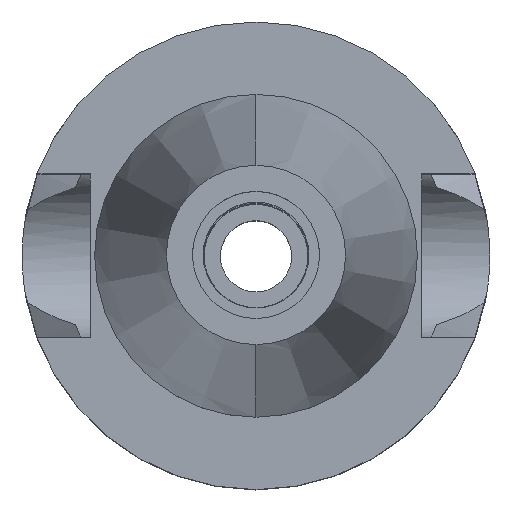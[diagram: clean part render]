
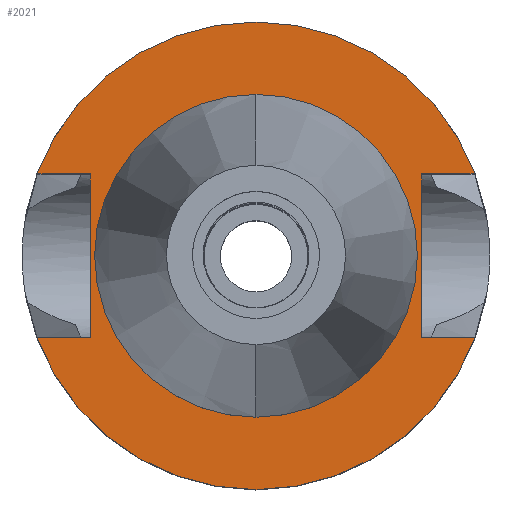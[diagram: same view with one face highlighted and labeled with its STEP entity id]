
A CAD part, top view. The second image highlights one B-rep face of the part: STEP entity #2021.
In plain terms, the highlighted planar face has unit normal (0, 0, 1).
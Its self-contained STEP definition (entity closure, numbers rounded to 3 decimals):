
#837=DIRECTION('',(1.,0.,0.));
#838=VECTOR('',#837,5.245);
#839=CARTESIAN_POINT('',(16.3,8.05,-1.));
#840=LINE('',#839,#838);
#874=DIRECTION('',(0.,1.,0.));
#875=VECTOR('',#874,16.1);
#876=CARTESIAN_POINT('',(-16.3,-8.05,-1.));
#877=LINE('',#876,#875);
#881=DIRECTION('',(-1.,0.,0.));
#882=VECTOR('',#881,5.245);
#883=CARTESIAN_POINT('',(-16.3,8.05,-1.));
#884=LINE('',#883,#882);
#888=CARTESIAN_POINT('',(0.,0.,-1.));
#889=DIRECTION('',(0.,0.,-1.));
#890=DIRECTION('',(-0.937,0.35,0.));
#891=AXIS2_PLACEMENT_3D('',#888,#889,#890);
#896=CARTESIAN_POINT('',(0.,0.,-1.));
#897=DIRECTION('',(0.,0.,-1.));
#898=DIRECTION('',(0.,1.,0.));
#899=AXIS2_PLACEMENT_3D('',#896,#897,#898);
#904=DIRECTION('',(0.,-1.,0.));
#905=VECTOR('',#904,16.1);
#906=CARTESIAN_POINT('',(16.3,8.05,-1.));
#907=LINE('',#906,#905);
#911=DIRECTION('',(1.,0.,0.));
#912=VECTOR('',#911,5.245);
#913=CARTESIAN_POINT('',(16.3,-8.05,-1.));
#914=LINE('',#913,#912);
#918=CARTESIAN_POINT('',(0.,0.,-1.));
#919=DIRECTION('',(0.,0.,-1.));
#920=DIRECTION('',(0.937,-0.35,0.));
#921=AXIS2_PLACEMENT_3D('',#918,#919,#920);
#926=CARTESIAN_POINT('',(0.,0.,-1.));
#927=DIRECTION('',(0.,0.,-1.));
#928=DIRECTION('',(0.,-1.,0.));
#929=AXIS2_PLACEMENT_3D('',#926,#927,#928);
#934=CARTESIAN_POINT('',(0.,0.,-1.));
#935=DIRECTION('',(0.,0.,1.));
#936=DIRECTION('',(0.,-1.,0.));
#937=AXIS2_PLACEMENT_3D('',#934,#935,#936);
#942=CARTESIAN_POINT('',(0.,0.,-1.));
#943=DIRECTION('',(0.,0.,1.));
#944=DIRECTION('',(0.,1.,0.));
#945=AXIS2_PLACEMENT_3D('',#942,#943,#944);
#990=DIRECTION('',(-1.,0.,0.));
#991=VECTOR('',#990,5.245);
#992=CARTESIAN_POINT('',(-16.3,-8.05,-1.));
#993=LINE('',#992,#991);
#1247=CARTESIAN_POINT('',(-16.3,-8.05,-1.));
#1248=VERTEX_POINT('',#1247);
#1249=CARTESIAN_POINT('',(-21.545,-8.05,-1.));
#1250=VERTEX_POINT('',#1249);
#1251=CARTESIAN_POINT('',(-16.3,8.05,-1.));
#1252=VERTEX_POINT('',#1251);
#1253=CARTESIAN_POINT('',(-21.545,8.05,-1.));
#1254=VERTEX_POINT('',#1253);
#1255=CARTESIAN_POINT('',(0.,23.,-1.));
#1256=CARTESIAN_POINT('',(21.545,8.05,-1.));
#1257=VERTEX_POINT('',#1255);
#1258=VERTEX_POINT('',#1256);
#1259=CARTESIAN_POINT('',(16.3,8.05,-1.));
#1260=VERTEX_POINT('',#1259);
#1261=CARTESIAN_POINT('',(16.3,-8.05,-1.));
#1262=VERTEX_POINT('',#1261);
#1263=CARTESIAN_POINT('',(21.545,-8.05,-1.));
#1264=VERTEX_POINT('',#1263);
#1265=CARTESIAN_POINT('',(0.,-23.,-1.));
#1266=VERTEX_POINT('',#1265);
#1267=CARTESIAN_POINT('',(0.,-15.875,-1.));
#1268=CARTESIAN_POINT('',(0.,15.875,-1.));
#1269=VERTEX_POINT('',#1267);
#1270=VERTEX_POINT('',#1268);
#1993=CARTESIAN_POINT('',(0.,0.,-1.));
#1994=DIRECTION('',(0.,0.,-1.));
#1995=DIRECTION('',(0.,-1.,0.));
#1996=AXIS2_PLACEMENT_3D('',#1993,#1994,#1995);
#1997=PLANE('',#1996);
#1999=ORIENTED_EDGE('',*,*,#1998,.T.);
#2000=ORIENTED_EDGE('',*,*,#1938,.T.);
#2001=ORIENTED_EDGE('',*,*,#1958,.T.);
#2002=ORIENTED_EDGE('',*,*,#1956,.T.);
#2003=ORIENTED_EDGE('',*,*,#1972,.F.);
#2004=ORIENTED_EDGE('',*,*,#1983,.T.);
#2006=ORIENTED_EDGE('',*,*,#2005,.T.);
#2008=ORIENTED_EDGE('',*,*,#2007,.T.);
#2010=ORIENTED_EDGE('',*,*,#2009,.T.);
#2012=ORIENTED_EDGE('',*,*,#2011,.F.);
#2013=EDGE_LOOP('',(#1999,#2000,#2001,#2002,#2003,#2004,#2006,#2008,#2010,
#2012));
#2014=FACE_OUTER_BOUND('',#2013,.F.);
#2016=ORIENTED_EDGE('',*,*,#2015,.T.);
#2018=ORIENTED_EDGE('',*,*,#2017,.T.);
#2019=EDGE_LOOP('',(#2016,#2018));
#2020=FACE_BOUND('',#2019,.F.);
#892=CIRCLE('',#891,23.);
#900=CIRCLE('',#899,23.);
#922=CIRCLE('',#921,23.);
#930=CIRCLE('',#929,23.);
#938=CIRCLE('',#937,15.875);
#946=CIRCLE('',#945,15.875);
#1938=EDGE_CURVE('',#1252,#1254,#884,.T.);
#1956=EDGE_CURVE('',#1257,#1258,#900,.T.);
#1958=EDGE_CURVE('',#1254,#1257,#892,.T.);
#1972=EDGE_CURVE('',#1260,#1258,#840,.T.);
#1983=EDGE_CURVE('',#1260,#1262,#907,.T.);
#1998=EDGE_CURVE('',#1248,#1252,#877,.T.);
#2005=EDGE_CURVE('',#1262,#1264,#914,.T.);
#2007=EDGE_CURVE('',#1264,#1266,#922,.T.);
#2009=EDGE_CURVE('',#1266,#1250,#930,.T.);
#2011=EDGE_CURVE('',#1248,#1250,#993,.T.);
#2015=EDGE_CURVE('',#1269,#1270,#938,.T.);
#2017=EDGE_CURVE('',#1270,#1269,#946,.T.);
#2021=ADVANCED_FACE('',(#2014,#2020),#1997,.F.);
